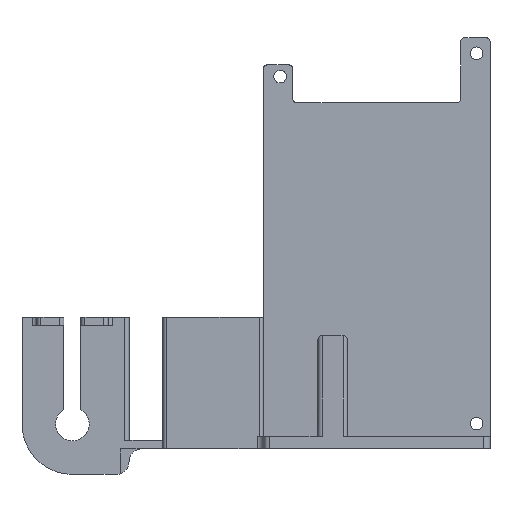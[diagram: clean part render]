
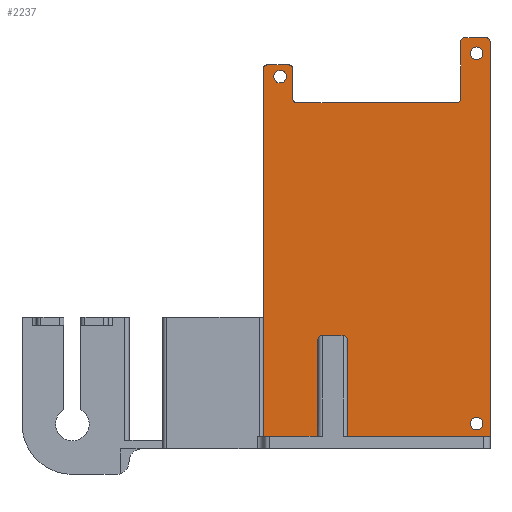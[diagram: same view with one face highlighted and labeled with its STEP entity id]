
A CAD part, front view. The second image highlights one B-rep face of the part: STEP entity #2237.
In plain terms, the highlighted planar face has unit normal (0, -1, 0).
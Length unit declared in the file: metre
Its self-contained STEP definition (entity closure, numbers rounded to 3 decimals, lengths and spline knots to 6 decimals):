
#147=CIRCLE('',#2436,0.0015);
#148=CIRCLE('',#2437,0.0015);
#149=CIRCLE('',#2438,0.0015);
#150=CIRCLE('',#2439,0.0015);
#151=CIRCLE('',#2440,0.001);
#152=CIRCLE('',#2441,0.001);
#153=CIRCLE('',#2442,0.001);
#154=CIRCLE('',#2443,0.001);
#155=CIRCLE('',#2444,0.001);
#156=CIRCLE('',#2445,0.001);
#384=ORIENTED_EDGE('',*,*,#1037,.F.);
#385=ORIENTED_EDGE('',*,*,#1038,.F.);
#386=ORIENTED_EDGE('',*,*,#1039,.F.);
#387=ORIENTED_EDGE('',*,*,#1040,.F.);
#388=ORIENTED_EDGE('',*,*,#1041,.F.);
#389=ORIENTED_EDGE('',*,*,#1042,.T.);
#390=ORIENTED_EDGE('',*,*,#1043,.F.);
#391=ORIENTED_EDGE('',*,*,#1044,.T.);
#392=ORIENTED_EDGE('',*,*,#1045,.F.);
#393=ORIENTED_EDGE('',*,*,#1046,.T.);
#394=ORIENTED_EDGE('',*,*,#1047,.F.);
#395=ORIENTED_EDGE('',*,*,#1048,.T.);
#396=ORIENTED_EDGE('',*,*,#1049,.T.);
#397=ORIENTED_EDGE('',*,*,#1050,.T.);
#398=ORIENTED_EDGE('',*,*,#1016,.T.);
#399=ORIENTED_EDGE('',*,*,#1051,.T.);
#400=ORIENTED_EDGE('',*,*,#1052,.T.);
#401=ORIENTED_EDGE('',*,*,#1053,.T.);
#402=ORIENTED_EDGE('',*,*,#896,.T.);
#896=EDGE_CURVE('',#1231,#1230,#1445,.T.);
#1016=EDGE_CURVE('',#1338,#1339,#1521,.T.);
#1037=EDGE_CURVE('',#1356,#1356,#147,.T.);
#1038=EDGE_CURVE('',#1357,#1357,#148,.T.);
#1039=EDGE_CURVE('',#1358,#1358,#149,.T.);
#1040=EDGE_CURVE('',#1359,#1359,#150,.T.);
#1041=EDGE_CURVE('',#1360,#1230,#1532,.T.);
#1042=EDGE_CURVE('',#1360,#1361,#151,.F.);
#1043=EDGE_CURVE('',#1362,#1361,#1533,.T.);
#1044=EDGE_CURVE('',#1362,#1363,#152,.F.);
#1045=EDGE_CURVE('',#1364,#1363,#1534,.T.);
#1046=EDGE_CURVE('',#1364,#1365,#153,.T.);
#1047=EDGE_CURVE('',#1366,#1365,#1535,.T.);
#1048=EDGE_CURVE('',#1366,#1367,#154,.T.);
#1049=EDGE_CURVE('',#1367,#1368,#1536,.T.);
#1050=EDGE_CURVE('',#1368,#1338,#155,.F.);
#1051=EDGE_CURVE('',#1339,#1369,#156,.F.);
#1052=EDGE_CURVE('',#1369,#1268,#1537,.T.);
#1053=EDGE_CURVE('',#1268,#1231,#1538,.T.);
#1230=VERTEX_POINT('',#3358);
#1231=VERTEX_POINT('',#3360);
#1268=VERTEX_POINT('',#3438);
#1338=VERTEX_POINT('',#3597);
#1339=VERTEX_POINT('',#3598);
#1356=VERTEX_POINT('',#3638);
#1357=VERTEX_POINT('',#3640);
#1358=VERTEX_POINT('',#3642);
#1359=VERTEX_POINT('',#3644);
#1360=VERTEX_POINT('',#3646);
#1361=VERTEX_POINT('',#3648);
#1362=VERTEX_POINT('',#3650);
#1363=VERTEX_POINT('',#3652);
#1364=VERTEX_POINT('',#3654);
#1365=VERTEX_POINT('',#3656);
#1366=VERTEX_POINT('',#3658);
#1367=VERTEX_POINT('',#3660);
#1368=VERTEX_POINT('',#3662);
#1369=VERTEX_POINT('',#3665);
#1445=LINE('',#3359,#1661);
#1521=LINE('',#3596,#1737);
#1532=LINE('',#3645,#1748);
#1533=LINE('',#3649,#1749);
#1534=LINE('',#3653,#1750);
#1535=LINE('',#3657,#1751);
#1536=LINE('',#3661,#1752);
#1537=LINE('',#3666,#1753);
#1538=LINE('',#3667,#1754);
#1661=VECTOR('',#2642,1.);
#1737=VECTOR('',#2826,1.);
#1748=VECTOR('',#2869,1.);
#1749=VECTOR('',#2872,1.);
#1750=VECTOR('',#2875,1.);
#1751=VECTOR('',#2878,1.);
#1752=VECTOR('',#2881,1.);
#1753=VECTOR('',#2886,1.);
#1754=VECTOR('',#2887,1.);
#1883=EDGE_LOOP('',(#384));
#1884=EDGE_LOOP('',(#385));
#1885=EDGE_LOOP('',(#386));
#1886=EDGE_LOOP('',(#387));
#1887=EDGE_LOOP('',(#388,#389,#390,#391,#392,#393,#394,#395,#396,#397,#398,
#399,#400,#401,#402));
#2036=FACE_BOUND('',#1883,.T.);
#2037=FACE_BOUND('',#1884,.T.);
#2038=FACE_BOUND('',#1885,.T.);
#2039=FACE_BOUND('',#1886,.T.);
#2040=FACE_BOUND('',#1887,.T.);
#2177=PLANE('',#2435);
#2237=ADVANCED_FACE('',(#2036,#2037,#2038,#2039,#2040),#2177,.F.);
#2435=AXIS2_PLACEMENT_3D('',#3636,#2859,#2860);
#2436=AXIS2_PLACEMENT_3D('',#3637,#2861,#2862);
#2437=AXIS2_PLACEMENT_3D('',#3639,#2863,#2864);
#2438=AXIS2_PLACEMENT_3D('',#3641,#2865,#2866);
#2439=AXIS2_PLACEMENT_3D('',#3643,#2867,#2868);
#2440=AXIS2_PLACEMENT_3D('',#3647,#2870,#2871);
#2441=AXIS2_PLACEMENT_3D('',#3651,#2873,#2874);
#2442=AXIS2_PLACEMENT_3D('',#3655,#2876,#2877);
#2443=AXIS2_PLACEMENT_3D('',#3659,#2879,#2880);
#2444=AXIS2_PLACEMENT_3D('',#3663,#2882,#2883);
#2445=AXIS2_PLACEMENT_3D('',#3664,#2884,#2885);
#2642=DIRECTION('',(1.,0.,0.));
#2826=DIRECTION('',(-1.,0.,0.));
#2859=DIRECTION('',(0.,1.,0.));
#2860=DIRECTION('',(0.,0.,1.));
#2861=DIRECTION('',(0.,-1.,0.));
#2862=DIRECTION('',(0.,0.,-1.));
#2863=DIRECTION('',(0.,-1.,0.));
#2864=DIRECTION('',(0.,0.,-1.));
#2865=DIRECTION('',(0.,-1.,0.));
#2866=DIRECTION('',(0.,0.,-1.));
#2867=DIRECTION('',(0.,-1.,0.));
#2868=DIRECTION('',(0.,0.,-1.));
#2869=DIRECTION('',(0.,0.,-1.));
#2870=DIRECTION('',(0.,1.,0.));
#2871=DIRECTION('',(0.,0.,1.));
#2872=DIRECTION('',(1.,0.,0.));
#2873=DIRECTION('',(0.,1.,0.));
#2874=DIRECTION('',(0.,0.,1.));
#2875=DIRECTION('',(0.,0.,1.));
#2876=DIRECTION('',(0.,1.,0.));
#2877=DIRECTION('',(0.,0.,1.));
#2878=DIRECTION('',(1.,0.,0.));
#2879=DIRECTION('',(0.,1.,0.));
#2880=DIRECTION('',(0.,0.,1.));
#2881=DIRECTION('',(0.,0.,1.));
#2882=DIRECTION('',(0.,1.,0.));
#2883=DIRECTION('',(0.,0.,1.));
#2884=DIRECTION('',(0.,1.,0.));
#2885=DIRECTION('',(0.,0.,1.));
#2886=DIRECTION('',(0.,0.,-1.));
#2887=DIRECTION('',(0.,0.,-1.));
#3358=CARTESIAN_POINT('',(0.1115,0.0388,0.0091));
#3359=CARTESIAN_POINT('',(0.0845,0.0388,0.0091));
#3360=CARTESIAN_POINT('',(0.0575,0.0388,0.0091));
#3438=CARTESIAN_POINT('',(0.0575,0.0388,0.0375));
#3596=CARTESIAN_POINT('',(0.081,0.0388,0.0976));
#3597=CARTESIAN_POINT('',(0.0635,0.0388,0.0976));
#3598=CARTESIAN_POINT('',(0.0585,0.0388,0.0976));
#3636=CARTESIAN_POINT('',(0.0845,0.0388,0.1041));
#3637=CARTESIAN_POINT('',(0.1083,0.0388,0.10035));
#3638=CARTESIAN_POINT('',(0.1083,0.0388,0.09885));
#3639=CARTESIAN_POINT('',(0.0615,0.0388,0.0948));
#3640=CARTESIAN_POINT('',(0.0615,0.0388,0.0933));
#3641=CARTESIAN_POINT('',(0.1083,0.0388,0.0121));
#3642=CARTESIAN_POINT('',(0.1083,0.0388,0.0106));
#3643=CARTESIAN_POINT('',(0.07335,0.0388,0.01225));
#3644=CARTESIAN_POINT('',(0.07335,0.0388,0.01075));
#3645=CARTESIAN_POINT('',(0.1115,0.0388,0.1041));
#3646=CARTESIAN_POINT('',(0.1115,0.0388,0.1031));
#3647=CARTESIAN_POINT('',(0.1105,0.0388,0.1031));
#3648=CARTESIAN_POINT('',(0.1105,0.0388,0.1041));
#3649=CARTESIAN_POINT('',(0.0845,0.0388,0.1041));
#3650=CARTESIAN_POINT('',(0.1055,0.0388,0.1041));
#3651=CARTESIAN_POINT('',(0.1055,0.0388,0.1031));
#3652=CARTESIAN_POINT('',(0.1045,0.0388,0.1031));
#3653=CARTESIAN_POINT('',(0.1045,0.0388,0.10085));
#3654=CARTESIAN_POINT('',(0.1045,0.0388,0.0896));
#3655=CARTESIAN_POINT('',(0.1035,0.0388,0.0896));
#3656=CARTESIAN_POINT('',(0.1035,0.0388,0.0886));
#3657=CARTESIAN_POINT('',(0.0845,0.0388,0.0886));
#3658=CARTESIAN_POINT('',(0.0655,0.0388,0.0886));
#3659=CARTESIAN_POINT('',(0.0655,0.0388,0.0896));
#3660=CARTESIAN_POINT('',(0.0645,0.0388,0.0896));
#3661=CARTESIAN_POINT('',(0.0645,0.0388,0.0931));
#3662=CARTESIAN_POINT('',(0.0645,0.0388,0.0966));
#3663=CARTESIAN_POINT('',(0.0635,0.0388,0.0966));
#3664=CARTESIAN_POINT('',(0.0585,0.0388,0.0966));
#3665=CARTESIAN_POINT('',(0.0575,0.0388,0.0966));
#3666=CARTESIAN_POINT('',(0.0575,0.0388,0.1041));
#3667=CARTESIAN_POINT('',(0.0575,0.0388,0.1041));
